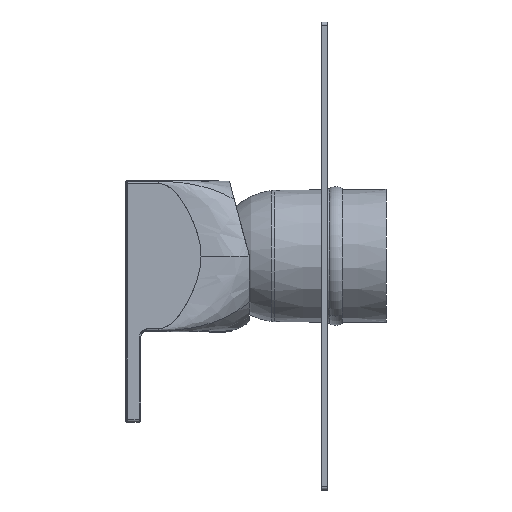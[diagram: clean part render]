
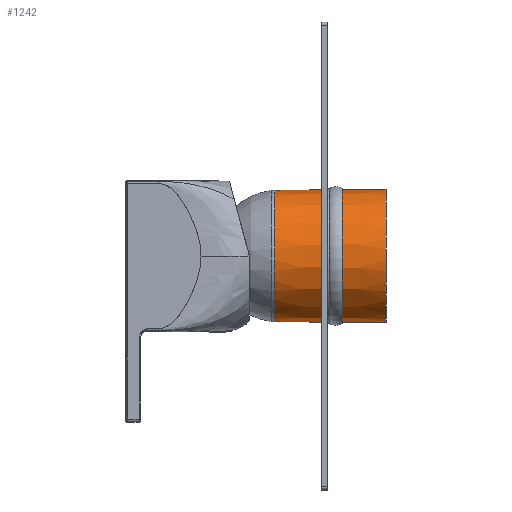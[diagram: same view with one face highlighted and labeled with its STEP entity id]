
A CAD part, left-side view. The second image highlights one B-rep face of the part: STEP entity #1242.
In plain terms, the highlighted conical face has half-angle 0.514 degrees and reference radius 21.75 mm.
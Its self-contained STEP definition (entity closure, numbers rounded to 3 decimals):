
#1187=CARTESIAN_POINT('Axis2P3D Location',(0.,70.732,0.)) ;
#1192=CARTESIAN_POINT('Line Origine',(0.,-4998516.147,-44880.863)) ;
#1196=CARTESIAN_POINT('Vertex',(0.,70.214,-21.755)) ;
#1198=CARTESIAN_POINT('Vertex',(0.,33.219,-22.087)) ;
#1201=CARTESIAN_POINT('Axis2P3D Location',(0.,33.219,0.)) ;
#1205=CARTESIAN_POINT('Vertex',(-12.982,33.219,17.868)) ;
#1208=CARTESIAN_POINT('Axis2P3D Location',(0.,33.219,0.)) ;
#1212=CARTESIAN_POINT('Vertex',(0.,33.219,22.087)) ;
#1215=CARTESIAN_POINT('Line Origine',(0.,-4998516.147,44880.863)) ;
#1219=CARTESIAN_POINT('Vertex',(0.,70.214,21.755)) ;
#1222=CARTESIAN_POINT('Axis2P3D Location',(0.,70.214,0.)) ;
#1226=CARTESIAN_POINT('Vertex',(-12.787,70.214,17.6)) ;
#1229=CARTESIAN_POINT('Axis2P3D Location',(0.,70.214,0.)) ;
#1194=VECTOR('Line Direction',#1193,1.) ;
#1217=VECTOR('Line Direction',#1216,1.) ;
#1188=DIRECTION('Axis2P3D Direction',(0.,-1.,0.)) ;
#1189=DIRECTION('Axis2P3D XDirection',(0.,0.,1.)) ;
#1193=DIRECTION('Vector Direction',(0.,-1.,-0.009)) ;
#1202=DIRECTION('Axis2P3D Direction',(0.,-1.,0.)) ;
#1209=DIRECTION('Axis2P3D Direction',(0.,-1.,0.)) ;
#1216=DIRECTION('Vector Direction',(0.,-1.,0.009)) ;
#1223=DIRECTION('Axis2P3D Direction',(0.,-1.,0.)) ;
#1230=DIRECTION('Axis2P3D Direction',(0.,-1.,0.)) ;
#1190=AXIS2_PLACEMENT_3D('Cone Axis2P3D',#1187,#1188,#1189) ;
#1203=AXIS2_PLACEMENT_3D('Circle Axis2P3D',#1201,#1202,$) ;
#1210=AXIS2_PLACEMENT_3D('Circle Axis2P3D',#1208,#1209,$) ;
#1224=AXIS2_PLACEMENT_3D('Circle Axis2P3D',#1222,#1223,$) ;
#1231=AXIS2_PLACEMENT_3D('Circle Axis2P3D',#1229,#1230,$) ;
#1195=LINE('Line',#1192,#1194) ;
#1218=LINE('Line',#1215,#1217) ;
#1204=CIRCLE('generated circle',#1203,22.087) ;
#1211=CIRCLE('generated circle',#1210,22.087) ;
#1225=CIRCLE('generated circle',#1224,21.755) ;
#1232=CIRCLE('generated circle',#1231,21.755) ;
#1191=CONICAL_SURFACE('Cone',#1190,21.75,0.009) ;
#1200=EDGE_CURVE('',#1197,#1199,#1195,.T.) ;
#1207=EDGE_CURVE('',#1199,#1206,#1204,.F.) ;
#1214=EDGE_CURVE('',#1206,#1213,#1211,.F.) ;
#1221=EDGE_CURVE('',#1213,#1220,#1218,.F.) ;
#1228=EDGE_CURVE('',#1220,#1227,#1225,.T.) ;
#1233=EDGE_CURVE('',#1227,#1197,#1232,.T.) ;
#1235=ORIENTED_EDGE('',*,*,#1200,.T.) ;
#1236=ORIENTED_EDGE('',*,*,#1207,.T.) ;
#1237=ORIENTED_EDGE('',*,*,#1214,.T.) ;
#1238=ORIENTED_EDGE('',*,*,#1221,.T.) ;
#1239=ORIENTED_EDGE('',*,*,#1228,.T.) ;
#1240=ORIENTED_EDGE('',*,*,#1233,.T.) ;
#1234=EDGE_LOOP('',(#1235,#1236,#1237,#1238,#1239,#1240)) ;
#1197=VERTEX_POINT('',#1196) ;
#1199=VERTEX_POINT('',#1198) ;
#1206=VERTEX_POINT('',#1205) ;
#1213=VERTEX_POINT('',#1212) ;
#1220=VERTEX_POINT('',#1219) ;
#1227=VERTEX_POINT('',#1226) ;
#1242=ADVANCED_FACE('Superficie.54',(#1241),#1191,.T.) ;
#1241=FACE_OUTER_BOUND('',#1234,.T.) ;
